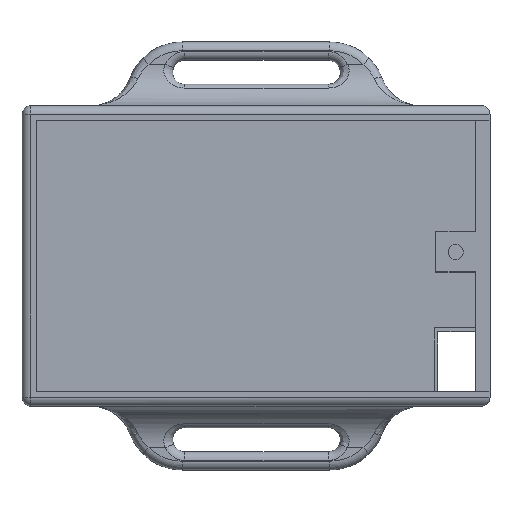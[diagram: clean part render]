
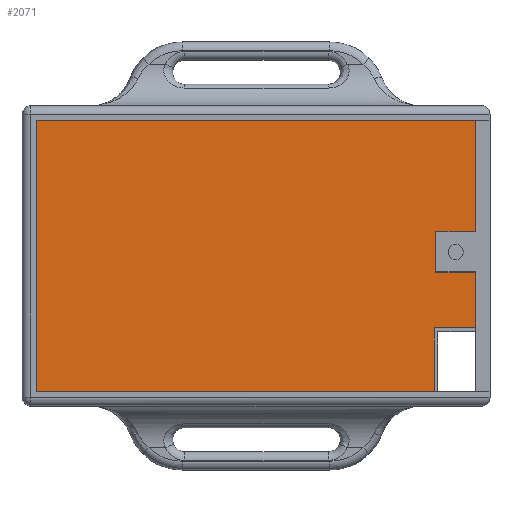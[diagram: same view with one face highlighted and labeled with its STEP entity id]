
A CAD part, top view. The second image highlights one B-rep face of the part: STEP entity #2071.
In plain terms, the highlighted planar face has unit normal (0, 0, 1).
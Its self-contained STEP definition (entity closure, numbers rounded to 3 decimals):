
#77=PLANE('',#2321);
#228=LINE('',#3908,#392);
#235=LINE('',#3922,#399);
#251=LINE('',#3955,#415);
#256=LINE('',#3965,#420);
#260=LINE('',#3972,#424);
#262=LINE('',#3976,#426);
#264=LINE('',#3980,#428);
#265=LINE('',#3982,#429);
#267=LINE('',#3991,#431);
#268=LINE('',#3992,#432);
#392=VECTOR('',#2860,10.);
#399=VECTOR('',#2869,10.);
#415=VECTOR('',#2905,10.);
#420=VECTOR('',#2916,10.);
#424=VECTOR('',#2924,10.);
#426=VECTOR('',#2928,10.);
#428=VECTOR('',#2932,10.);
#429=VECTOR('',#2935,10.);
#431=VECTOR('',#2947,10.);
#432=VECTOR('',#2948,10.);
#601=FACE_OUTER_BOUND('',#729,.T.);
#729=EDGE_LOOP('',(#1901,#1902,#1903,#1904,#1905,#1906,#1907,#1908,#1909,
#1910));
#997=VERTEX_POINT('',#3905);
#998=VERTEX_POINT('',#3907);
#1003=VERTEX_POINT('',#3919);
#1004=VERTEX_POINT('',#3921);
#1011=VERTEX_POINT('',#3954);
#1013=VERTEX_POINT('',#3964);
#1014=VERTEX_POINT('',#3970);
#1015=VERTEX_POINT('',#3974);
#1016=VERTEX_POINT('',#3978);
#1018=VERTEX_POINT('',#3990);
#1277=EDGE_CURVE('',#998,#997,#228,.T.);
#1284=EDGE_CURVE('',#1004,#1003,#235,.T.);
#1300=EDGE_CURVE('',#1011,#1004,#251,.T.);
#1305=EDGE_CURVE('',#1013,#1011,#256,.T.);
#1309=EDGE_CURVE('',#997,#1014,#260,.T.);
#1311=EDGE_CURVE('',#1014,#1015,#262,.T.);
#1313=EDGE_CURVE('',#1015,#1016,#264,.T.);
#1314=EDGE_CURVE('',#1016,#1013,#265,.T.);
#1317=EDGE_CURVE('',#1003,#1018,#267,.T.);
#1318=EDGE_CURVE('',#1018,#998,#268,.T.);
#1901=ORIENTED_EDGE('',*,*,#1277,.T.);
#1902=ORIENTED_EDGE('',*,*,#1309,.T.);
#1903=ORIENTED_EDGE('',*,*,#1311,.T.);
#1904=ORIENTED_EDGE('',*,*,#1313,.T.);
#1905=ORIENTED_EDGE('',*,*,#1314,.T.);
#1906=ORIENTED_EDGE('',*,*,#1305,.T.);
#1907=ORIENTED_EDGE('',*,*,#1300,.T.);
#1908=ORIENTED_EDGE('',*,*,#1284,.T.);
#1909=ORIENTED_EDGE('',*,*,#1317,.T.);
#1910=ORIENTED_EDGE('',*,*,#1318,.T.);
#2071=ADVANCED_FACE('',(#601),#77,.T.);
#2321=AXIS2_PLACEMENT_3D('',#3989,#2945,#2946);
#2860=DIRECTION('',(0.,1.,0.));
#2869=DIRECTION('',(1.,0.,0.));
#2905=DIRECTION('',(0.,-1.,0.));
#2916=DIRECTION('',(-1.,0.,0.));
#2924=DIRECTION('',(-1.,0.,0.));
#2928=DIRECTION('',(0.,1.,0.));
#2932=DIRECTION('',(1.,0.,0.));
#2935=DIRECTION('',(0.,1.,0.));
#2945=DIRECTION('center_axis',(0.,0.,1.));
#2946=DIRECTION('ref_axis',(1.,0.,0.));
#2947=DIRECTION('',(0.,1.,0.));
#2948=DIRECTION('',(1.,0.,0.));
#3905=CARTESIAN_POINT('',(55.,14.997,1.));
#3907=CARTESIAN_POINT('',(55.,8.,1.));
#3908=CARTESIAN_POINT('',(55.,15.999,1.));
#3919=CARTESIAN_POINT('',(49.8,0.,1.));
#3921=CARTESIAN_POINT('',(0.,0.,1.));
#3922=CARTESIAN_POINT('',(41.25,0.,1.));
#3954=CARTESIAN_POINT('',(0.,34.,1.));
#3955=CARTESIAN_POINT('',(0.,8.5,1.));
#3964=CARTESIAN_POINT('',(55.,34.,1.));
#3965=CARTESIAN_POINT('',(13.75,34.,1.));
#3970=CARTESIAN_POINT('',(50.001,14.997,1.));
#3972=CARTESIAN_POINT('',(38.75,14.997,1.));
#3974=CARTESIAN_POINT('',(50.001,19.997,1.));
#3976=CARTESIAN_POINT('',(50.001,18.499,1.));
#3978=CARTESIAN_POINT('',(55.,19.997,1.));
#3980=CARTESIAN_POINT('',(41.25,19.997,1.));
#3982=CARTESIAN_POINT('',(55.,25.5,1.));
#3989=CARTESIAN_POINT('Origin',(27.5,17.,1.));
#3990=CARTESIAN_POINT('',(49.8,8.,1.));
#3991=CARTESIAN_POINT('',(49.8,12.5,1.));
#3992=CARTESIAN_POINT('',(41.25,8.,1.));
